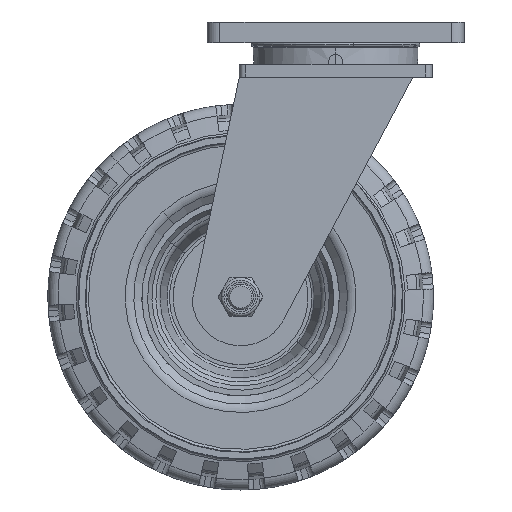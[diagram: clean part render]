
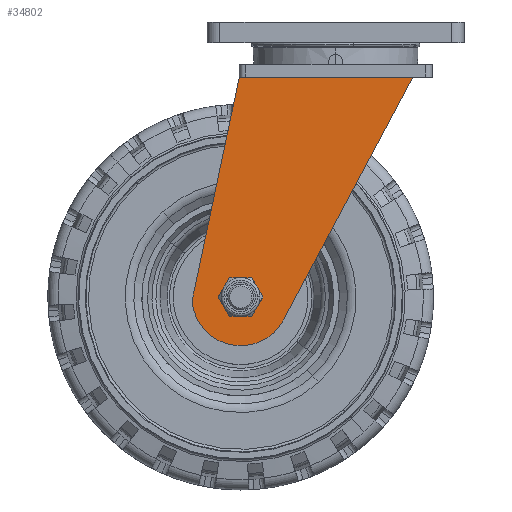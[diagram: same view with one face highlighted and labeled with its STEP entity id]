
A CAD part, top view. The second image highlights one B-rep face of the part: STEP entity #34802.
In plain terms, the highlighted planar face has unit normal (0, 0, 1).
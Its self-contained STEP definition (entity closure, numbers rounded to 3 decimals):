
#952 = VECTOR ( 'NONE', #21504, 1000. ) ;
#1014 = EDGE_CURVE ( 'NONE', #30848, #36376, #39489, .T. ) ;
#2257 = CARTESIAN_POINT ( 'NONE',  ( 25., -43., -5. ) ) ;
#5675 = LINE ( 'NONE', #29361, #38533 ) ;
#7094 = VECTOR ( 'NONE', #9188, 1000. ) ;
#7786 = CARTESIAN_POINT ( 'NONE',  ( 16.08, -214., -5. ) ) ;
#8068 = DIRECTION ( 'NONE',  ( 0., 0., 1. ) ) ;
#8362 = EDGE_CURVE ( 'NONE', #22703, #46315, #16742, .T. ) ;
#8539 = ORIENTED_EDGE ( 'NONE', *, *, #8362, .T. ) ;
#8949 = CARTESIAN_POINT ( 'NONE',  ( 36.08, -214., -5. ) ) ;
#9188 = DIRECTION ( 'NONE',  ( -0.206, -0.979, 0. ) ) ;
#9284 = AXIS2_PLACEMENT_3D ( 'NONE', #31086, #31395, #35010 ) ;
#9919 = CIRCLE ( 'NONE', #38529, 37.908 ) ;
#10178 = PLANE ( 'NONE',  #25086 ) ;
#10803 = CARTESIAN_POINT ( 'NONE',  ( 26.08, -214., -5. ) ) ;
#14485 = DIRECTION ( 'NONE',  ( -1., 0., 0. ) ) ;
#16192 = CARTESIAN_POINT ( 'NONE',  ( -29.8, -302.995, -5. ) ) ;
#16742 = LINE ( 'NONE', #16192, #7094 ) ;
#17997 = EDGE_LOOP ( 'NONE', ( #41577, #20260, #38469, #8539 ) ) ;
#18560 = EDGE_CURVE ( 'NONE', #41891, #22703, #5675, .T. ) ;
#18681 = DIRECTION ( 'NONE',  ( -1., 0., 0. ) ) ;
#20260 = ORIENTED_EDGE ( 'NONE', *, *, #39871, .F. ) ;
#21504 = DIRECTION ( 'NONE',  ( -0.47, -0.883, 0. ) ) ;
#22703 = VERTEX_POINT ( 'NONE', #2257 ) ;
#23715 = EDGE_LOOP ( 'NONE', ( #42377, #25576 ) ) ;
#25086 = AXIS2_PLACEMENT_3D ( 'NONE', #39288, #44628, #30297 ) ;
#25479 = FACE_OUTER_BOUND ( 'NONE', #17997, .T. ) ;
#25576 = ORIENTED_EDGE ( 'NONE', *, *, #1014, .T. ) ;
#28817 = EDGE_CURVE ( 'NONE', #46315, #37869, #9919, .T. ) ;
#29312 = CARTESIAN_POINT ( 'NONE',  ( 26.08, -214., -5. ) ) ;
#29361 = CARTESIAN_POINT ( 'NONE',  ( 160., -43., -5. ) ) ;
#30297 = DIRECTION ( 'NONE',  ( -1., 0., 0. ) ) ;
#30848 = VERTEX_POINT ( 'NONE', #8949 ) ;
#31086 = CARTESIAN_POINT ( 'NONE',  ( 26.08, -214., -5. ) ) ;
#31395 = DIRECTION ( 'NONE',  ( 0., 0., -1. ) ) ;
#34802 = ADVANCED_FACE ( 'NONE', ( #37887, #25479 ), #10178, .F. ) ;
#35010 = DIRECTION ( 'NONE',  ( -1., 0., 0. ) ) ;
#35674 = CARTESIAN_POINT ( 'NONE',  ( -11.7, -217.12, -5. ) ) ;
#36128 = DIRECTION ( 'NONE',  ( 0., 0., -1. ) ) ;
#36376 = VERTEX_POINT ( 'NONE', #7786 ) ;
#37869 = VERTEX_POINT ( 'NONE', #44419 ) ;
#37887 = FACE_BOUND ( 'NONE', #23715, .T. ) ;
#38160 = AXIS2_PLACEMENT_3D ( 'NONE', #10803, #36128, #14485 ) ;
#38469 = ORIENTED_EDGE ( 'NONE', *, *, #18560, .T. ) ;
#38529 = AXIS2_PLACEMENT_3D ( 'NONE', #29312, #8068, #18681 ) ;
#38533 = VECTOR ( 'NONE', #44875, 1000. ) ;
#39288 = CARTESIAN_POINT ( 'NONE',  ( 160., -343., -5. ) ) ;
#39489 = CIRCLE ( 'NONE', #38160, 10. ) ;
#39672 = CARTESIAN_POINT ( 'NONE',  ( 35.6, -276.814, -5. ) ) ;
#39871 = EDGE_CURVE ( 'NONE', #41891, #37869, #46761, .T. ) ;
#40341 = CIRCLE ( 'NONE', #9284, 10. ) ;
#41577 = ORIENTED_EDGE ( 'NONE', *, *, #28817, .T. ) ;
#41891 = VERTEX_POINT ( 'NONE', #44856 ) ;
#42377 = ORIENTED_EDGE ( 'NONE', *, *, #42507, .T. ) ;
#42507 = EDGE_CURVE ( 'NONE', #36376, #30848, #40341, .T. ) ;
#44419 = CARTESIAN_POINT ( 'NONE',  ( 59.547, -231.806, -5. ) ) ;
#44628 = DIRECTION ( 'NONE',  ( 0., 0., -1. ) ) ;
#44856 = CARTESIAN_POINT ( 'NONE',  ( 160., -43., -5. ) ) ;
#44875 = DIRECTION ( 'NONE',  ( -1., 0., 0. ) ) ;
#46315 = VERTEX_POINT ( 'NONE', #35674 ) ;
#46761 = LINE ( 'NONE', #39672, #952 ) ;
